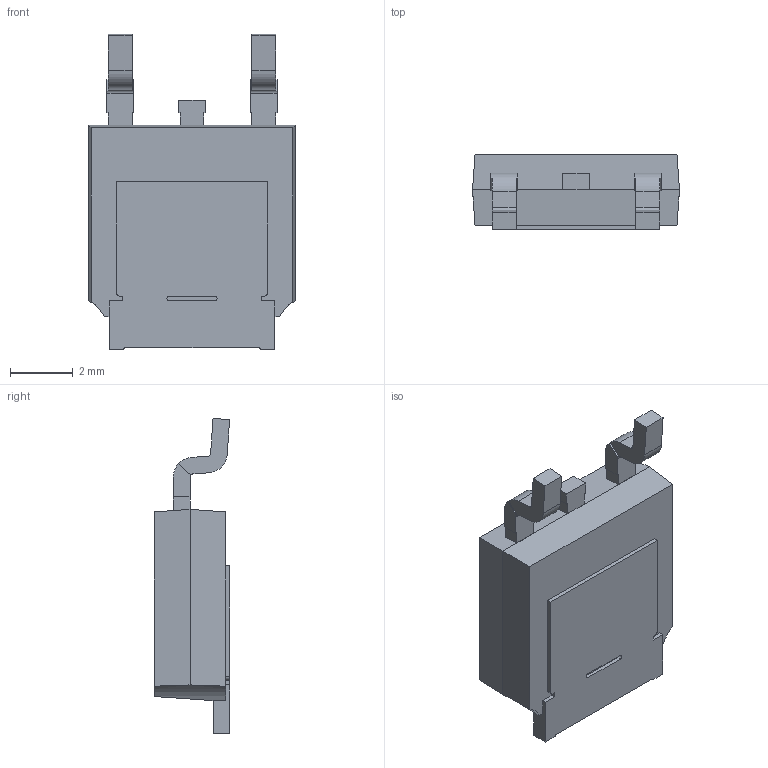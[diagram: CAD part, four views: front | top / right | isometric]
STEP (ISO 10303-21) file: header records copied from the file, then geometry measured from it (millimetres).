
FILE_DESCRIPTION (( 'STEP AP214' ), '1' );
FILE_NAME ('SBRD10200TR.STEP', '2021-07-08T01:01:05', ( '' ), ( '' ), 'SwSTEP 2.0', 'SolidWorks 2017', '' );
FILE_SCHEMA (( 'AUTOMOTIVE_DESIGN' ));
Length unit declared in the file: millimetre
Products named in the file (1): SBRD10200TR
Bounding box: 6.6 x 2.4 x 10.05 mm (x, y, z)
Volume: 97.3 mm3; surface area: 228 mm2
Topology: 5 solids, 5 shells, 113 faces, 299 edges, 198 vertices
Faces by surface type: plane 91, cylinder 22
Entity records: 3547 total; most frequent: CARTESIAN_POINT 629, ORIENTED_EDGE 598, DIRECTION 573, EDGE_CURVE 299, VECTOR 241, LINE 241, VERTEX_POINT 198, AXIS2_PLACEMENT_3D 166
